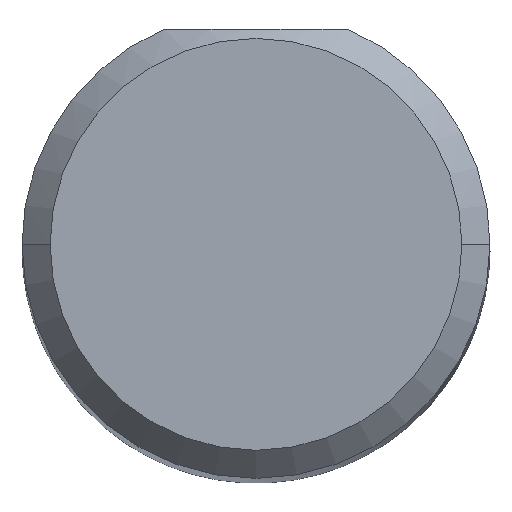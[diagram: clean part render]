
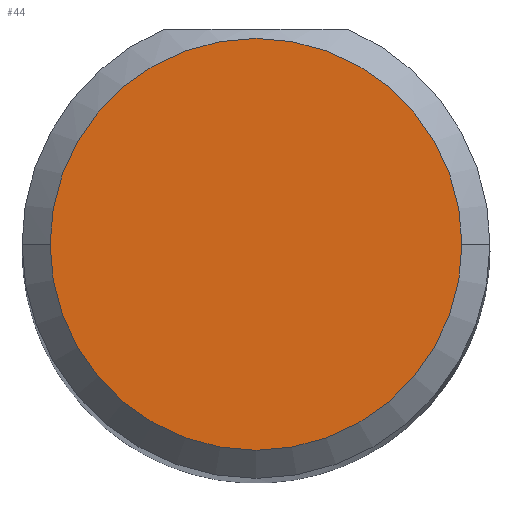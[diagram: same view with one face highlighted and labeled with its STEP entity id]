
A CAD part, top view. The second image highlights one B-rep face of the part: STEP entity #44.
In plain terms, the highlighted planar face has unit normal (0, 0, 1).
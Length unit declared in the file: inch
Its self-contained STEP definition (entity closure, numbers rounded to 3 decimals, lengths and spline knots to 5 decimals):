
#3 = DIRECTION ( 'NONE',  ( 1., 0., 0. ) ) ;
#44 = ADVANCED_FACE ( 'NONE', ( #53 ), #365, .T. ) ;
#51 = CARTESIAN_POINT ( 'NONE',  ( 0., 0., 2.5 ) ) ;
#53 = FACE_OUTER_BOUND ( 'NONE', #188, .T. ) ;
#57 = VERTEX_POINT ( 'NONE', #261 ) ;
#122 = EDGE_CURVE ( 'NONE', #290, #57, #366, .T. ) ;
#139 = CIRCLE ( 'NONE', #438, 0.11 ) ;
#153 = DIRECTION ( 'NONE',  ( 0., 0., 1. ) ) ;
#188 = EDGE_LOOP ( 'NONE', ( #609, #423 ) ) ;
#208 = DIRECTION ( 'NONE',  ( 0., 0., 1. ) ) ;
#236 = AXIS2_PLACEMENT_3D ( 'NONE', #402, #208, #355 ) ;
#261 = CARTESIAN_POINT ( 'NONE',  ( 0.11, 0., 2.5 ) ) ;
#272 = EDGE_CURVE ( 'NONE', #57, #290, #139, .T. ) ;
#290 = VERTEX_POINT ( 'NONE', #602 ) ;
#355 = DIRECTION ( 'NONE',  ( 1., 0., 0. ) ) ;
#365 = PLANE ( 'NONE',  #236 ) ;
#366 = CIRCLE ( 'NONE', #615, 0.11 ) ;
#391 = DIRECTION ( 'NONE',  ( 1., 0., 0. ) ) ;
#402 = CARTESIAN_POINT ( 'NONE',  ( 0., 0., 2.5 ) ) ;
#423 = ORIENTED_EDGE ( 'NONE', *, *, #272, .T. ) ;
#438 = AXIS2_PLACEMENT_3D ( 'NONE', #546, #549, #391 ) ;
#546 = CARTESIAN_POINT ( 'NONE',  ( 0., 0., 2.5 ) ) ;
#549 = DIRECTION ( 'NONE',  ( 0., 0., 1. ) ) ;
#602 = CARTESIAN_POINT ( 'NONE',  ( -0.11, 0., 2.5 ) ) ;
#609 = ORIENTED_EDGE ( 'NONE', *, *, #122, .T. ) ;
#615 = AXIS2_PLACEMENT_3D ( 'NONE', #51, #153, #3 ) ;
